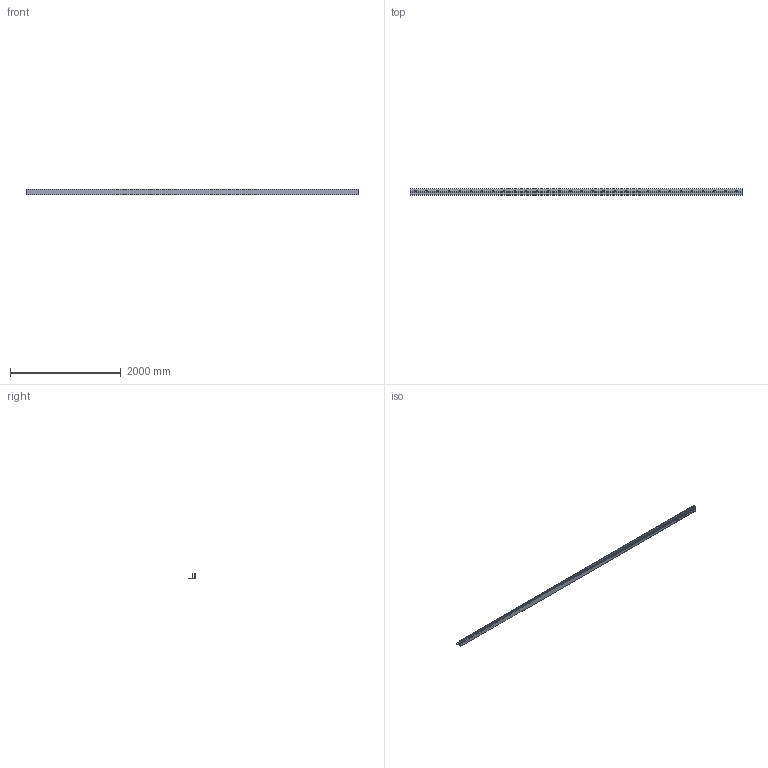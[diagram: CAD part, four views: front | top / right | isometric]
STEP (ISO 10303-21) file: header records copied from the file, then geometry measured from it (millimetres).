
FILE_DESCRIPTION (( 'STEP AP203' ), '1' );
FILE_NAME ('VDE-6000-ALU.step', '2023-12-05T15:12:31', ( '' ), ( '' ), 'SwSTEP 2.0', 'SolidWorks 2018', '' );
FILE_SCHEMA (( 'CONFIG_CONTROL_DESIGN' ));
Length unit declared in the file: millimetre
Products named in the file (1): VDE-6000-ALU
Bounding box: 6000 x 118.89 x 106 mm (x, y, z)
Volume: 18171451 mm3; surface area: 4018767.4 mm2
Topology: 1 solids, 1 shells, 506 faces, 1422 edges, 948 vertices
Faces by surface type: plane 275, bspline 118, cylinder 113
Entity records: 22585 total; most frequent: CARTESIAN_POINT 9899, ORIENTED_EDGE 2844, DIRECTION 2190, EDGE_CURVE 1422, LINE 960, VECTOR 960, VERTEX_POINT 948, AXIS2_PLACEMENT_3D 615
